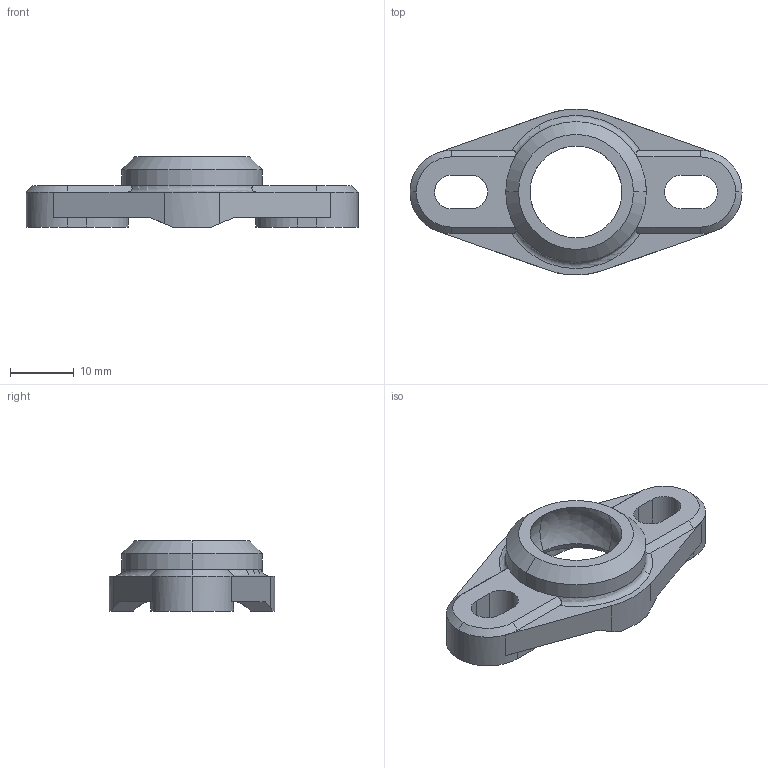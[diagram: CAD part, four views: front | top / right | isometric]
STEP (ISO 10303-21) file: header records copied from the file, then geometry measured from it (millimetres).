
FILE_DESCRIPTION (( 'STEP AP203' ), '1' );
FILE_NAME ('efom-10_02_默认_sldprt.STEP', '2023-11-30T22:28:49', ( '' ), ( '' ), 'SwSTEP 2.0', 'SolidWorks 2023', '' );
FILE_SCHEMA (( 'CONFIG_CONTROL_DESIGN' ));
Length unit declared in the file: millimetre
Products named in the file (1): efom-10_02_默认_sldprt
Bounding box: 52 x 26 x 11 mm (x, y, z)
Volume: 4166.4 mm3; surface area: 3135.1 mm2
Topology: 1 solids, 1 shells, 62 faces, 192 edges, 128 vertices
Faces by surface type: plane 32, cylinder 16, cone 8, sphere 4, torus 2
Entity records: 2372 total; most frequent: CARTESIAN_POINT 647, ORIENTED_EDGE 368, DIRECTION 322, EDGE_CURVE 184, VERTEX_POINT 124, AXIS2_PLACEMENT_3D 120, LINE 82, VECTOR 82
